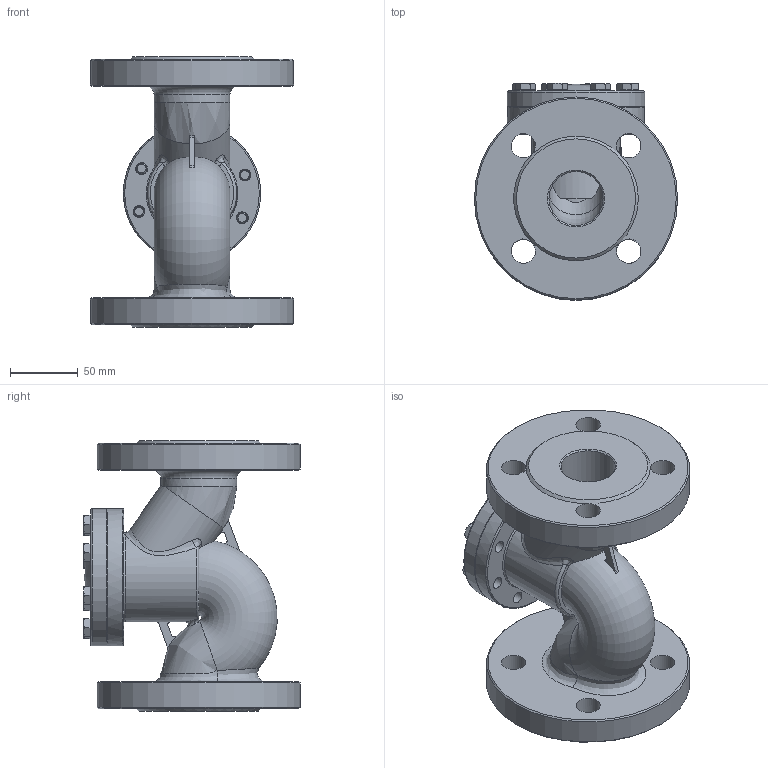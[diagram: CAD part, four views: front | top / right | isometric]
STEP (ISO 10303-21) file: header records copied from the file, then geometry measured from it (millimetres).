
FILE_DESCRIPTION(/* description */ (''),/* implementation_level */ '2;1');
FILE_NAME(/* name */ 'DN40_3D_STEP.stp',/* time_stamp */ '2025-12-02T00:16:32+03:00',/* author */ ('igorr'),/* organization */ (''),/* preprocessor_version */ 'ST-DEVELOPER v20',/* originating_system */ 'Autodesk Inventor 2025',/* authorisation */ '');
FILE_SCHEMA (('AUTOMOTIVE_DESIGN { 1 0 10303 214 3 1 1 }'));
Length unit declared in the file: millimetre
Products named in the file (3): Сборка1; Деталь1; AS 1110 - M8 x 12
Assembly tree (9 placements, depth 2):
  Сборка1
    Деталь1
    AS 1110 - M8 x 12  x8
Bounding box: 150 x 160 x 200 mm (x, y, z)
Volume: 1226664.4 mm3; surface area: 197950.8 mm2
Topology: 9 solids, 9 shells, 361 faces, 872 edges, 541 vertices
Faces by surface type: plane 180, cone 64, cylinder 60, bspline 45, torus 11, sphere 1
Full cylindrical faces by diameter (mm): 8 x8, 8.751 x16, 13 x8, 15 x1, 18 x8, 40 x3, 56 x2, 101.391 x2, 150 x2
Entity records: 9443 total; most frequent: CARTESIAN_POINT 4346, ORIENTED_EDGE 1022, DIRECTION 942, EDGE_CURVE 511, AXIS2_PLACEMENT_3D 388, VERTEX_POINT 331, EDGE_LOOP 256, CIRCLE 203
